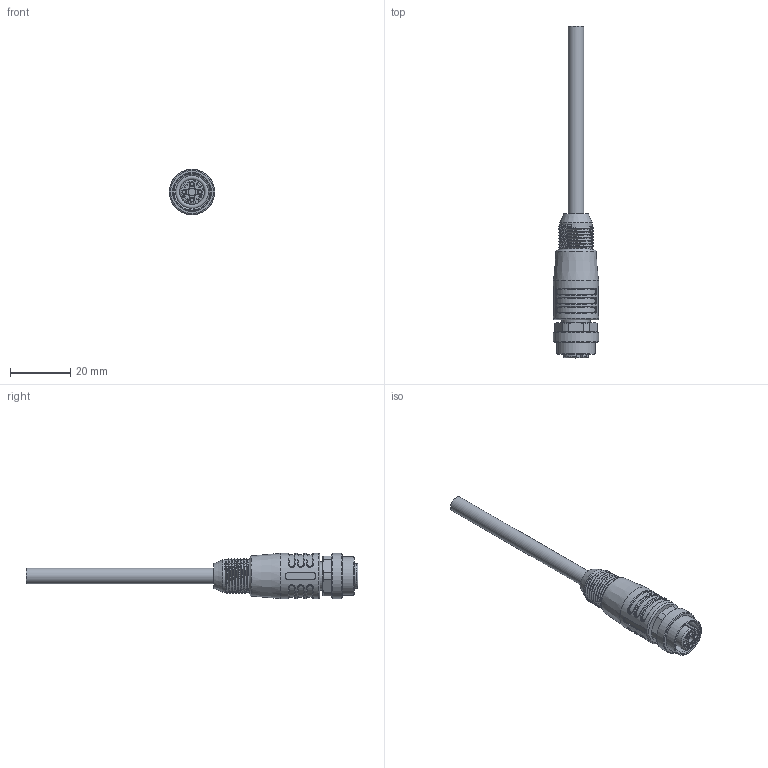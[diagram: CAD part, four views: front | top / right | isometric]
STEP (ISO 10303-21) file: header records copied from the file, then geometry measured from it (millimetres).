
FILE_DESCRIPTION(/* description */ (''),/* implementation_level */ '2;1');
FILE_NAME(/* name */ 'RA-WAKGSY4-L_stp.stp',/* time_stamp */ '2017-03-03T13:58:00+01:00',/* author */ (''),/* organization */ (''),/* preprocessor_version */ 'ST-DEVELOPER v16',/* originating_system */ 'SIEMENS PLM Software NX 10.0',/* authorisation */ '');
FILE_SCHEMA (('AUTOMOTIVE_DESIGN { 1 0 10303 214 3 1 1 1 }'));
Length unit declared in the file: millimetre
Products named in the file (1): RA-WAKGSY4-L_stp
Bounding box: 15 x 109.9 x 15 mm (x, y, z)
Volume: 7488.9 mm3; surface area: 4227.5 mm2
Topology: 1 solids, 1 shells, 283 faces, 705 edges, 451 vertices
Faces by surface type: plane 98, cylinder 86, torus 31, bspline 26, extrusion 25, cone 17
Full cylindrical faces by diameter (mm): 1.15 x4, 5.2 x1, 9.3 x1, 10.77 x8, 10.95 x1, 12.3 x1, 12.8 x1, 15 x2
Entity records: 11656 total; most frequent: CARTESIAN_POINT 5530, ORIENTED_EDGE 1266, DIRECTION 1196, EDGE_CURVE 633, AXIS2_PLACEMENT_3D 458, VERTEX_POINT 417, EDGE_LOOP 332, VECTOR 280
